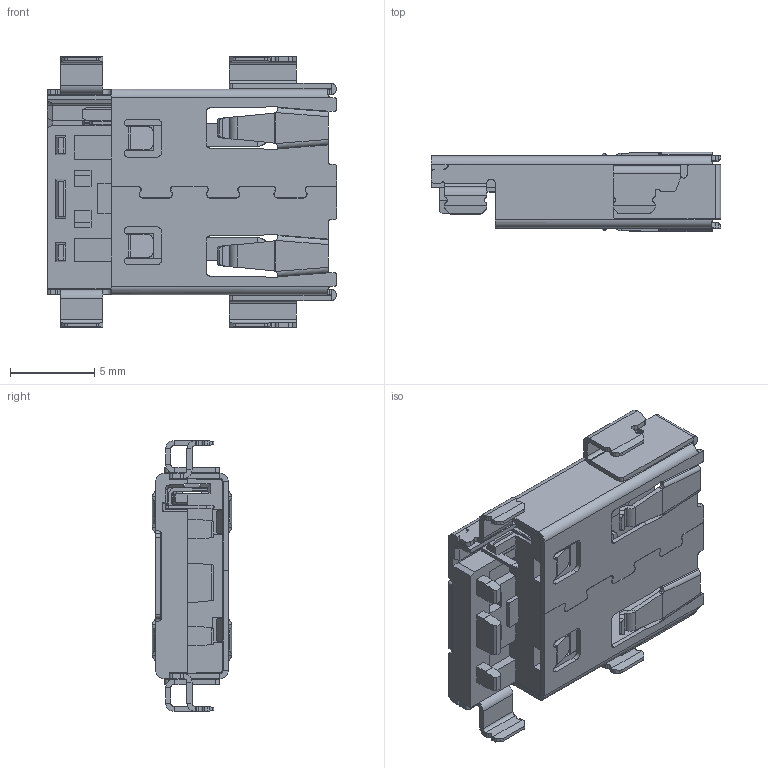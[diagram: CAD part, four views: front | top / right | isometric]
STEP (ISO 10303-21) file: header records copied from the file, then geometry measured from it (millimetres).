
FILE_DESCRIPTION((''),'2;1');
FILE_NAME('56910-000XX-XX1_REV-3_ASM','2018-08-15T',('Administrator'),(''),'PRO/ENGINEER BY PARAMETRIC TECHNOLOGY CORPORATION, 2010020','PRO/ENGINEER BY PARAMETRIC TECHNOLOGY CORPORATION, 2010020','');
FILE_SCHEMA(('CONFIG_CONTROL_DESIGN'));
Length unit declared in the file: millimetre
Products named in the file (1): 56910-000XX-XX1_REV-3_ASM
Bounding box: 17.2 x 4.7 x 16.1 mm (x, y, z)
Volume: 371.2 mm3; surface area: 1616.8 mm2
Topology: 1 solids, 1 shells, 1168 faces, 3056 edges, 1865 vertices
Faces by surface type: plane 706, cylinder 363, bspline 72, cone 11, extrusion 8, sphere 8
Entity records: 38255 total; most frequent: CARTESIAN_POINT 10062, ORIENTED_EDGE 6088, DIRECTION 5502, EDGE_CURVE 3044, VECTOR 2214, LINE 2206, VERTEX_POINT 1865, AXIS2_PLACEMENT_3D 1644
